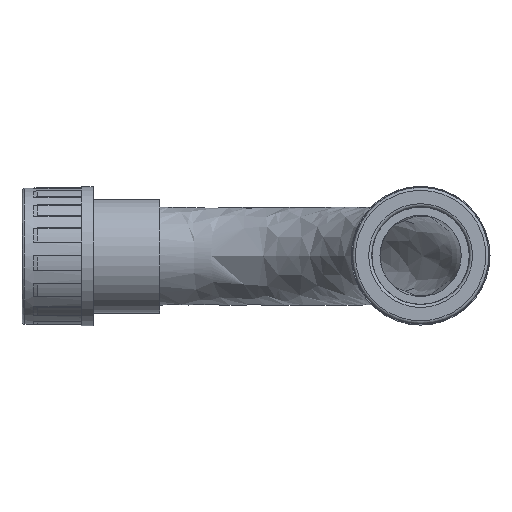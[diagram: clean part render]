
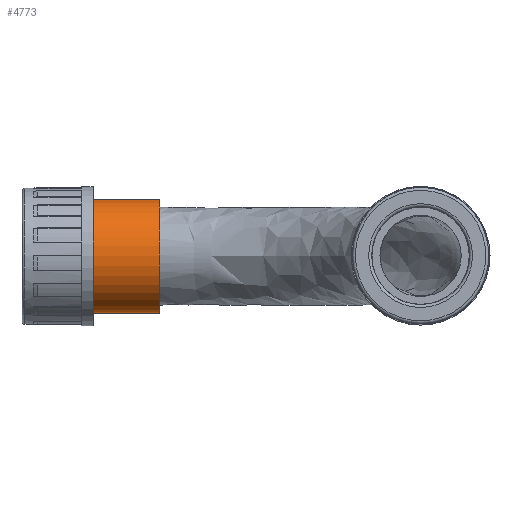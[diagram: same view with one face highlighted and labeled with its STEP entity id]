
A CAD part, top view. The second image highlights one B-rep face of the part: STEP entity #4773.
In plain terms, the highlighted cylindrical face has radius 9.6 mm (diameter 19.2 mm), a full revolution.
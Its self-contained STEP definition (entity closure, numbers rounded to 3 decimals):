
#15 = FACE_OUTER_BOUND ( 'NONE', #4969, .T. ) ;
#238 = AXIS2_PLACEMENT_3D ( 'NONE', #4066, #1720, #4447 ) ;
#382 = CIRCLE ( 'NONE', #238, 9.6 ) ;
#501 = VERTEX_POINT ( 'NONE', #4050 ) ;
#597 = DIRECTION ( 'NONE',  ( 1., 0., 0. ) ) ;
#813 = CIRCLE ( 'NONE', #2569, 9.6 ) ;
#1316 = CARTESIAN_POINT ( 'NONE',  ( -18.2, 0., -44. ) ) ;
#1584 = AXIS2_PLACEMENT_3D ( 'NONE', #1316, #597, #2512 ) ;
#1720 = DIRECTION ( 'NONE',  ( 1., 0., 0. ) ) ;
#1788 = DIRECTION ( 'NONE',  ( 1., 0., 0. ) ) ;
#2457 = EDGE_LOOP ( 'NONE', ( #3916 ) ) ;
#2512 = DIRECTION ( 'NONE',  ( 0., 0., -1. ) ) ;
#2569 = AXIS2_PLACEMENT_3D ( 'NONE', #4131, #1788, #4517 ) ;
#2976 = CYLINDRICAL_SURFACE ( 'NONE', #1584, 9.6 ) ;
#3097 = FACE_OUTER_BOUND ( 'NONE', #2457, .T. ) ;
#3466 = VERTEX_POINT ( 'NONE', #4430 ) ;
#3916 = ORIENTED_EDGE ( 'NONE', *, *, #4286, .F. ) ;
#4050 = CARTESIAN_POINT ( 'NONE',  ( -11.2, 0., -34.4 ) ) ;
#4066 = CARTESIAN_POINT ( 'NONE',  ( -11.2, 0., -44. ) ) ;
#4131 = CARTESIAN_POINT ( 'NONE',  ( 0., 0., -44. ) ) ;
#4163 = EDGE_CURVE ( 'NONE', #501, #501, #382, .T. ) ;
#4286 = EDGE_CURVE ( 'NONE', #3466, #3466, #813, .T. ) ;
#4430 = CARTESIAN_POINT ( 'NONE',  ( 0., 0., -53.6 ) ) ;
#4447 = DIRECTION ( 'NONE',  ( 0., 0., 1. ) ) ;
#4517 = DIRECTION ( 'NONE',  ( 0., 0., -1. ) ) ;
#4525 = ORIENTED_EDGE ( 'NONE', *, *, #4163, .T. ) ;
#4773 = ADVANCED_FACE ( 'NONE', ( #3097, #15 ), #2976, .T. ) ;
#4969 = EDGE_LOOP ( 'NONE', ( #4525 ) ) ;
